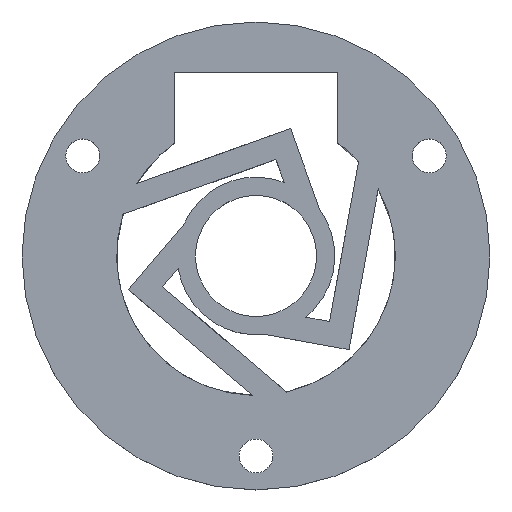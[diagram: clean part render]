
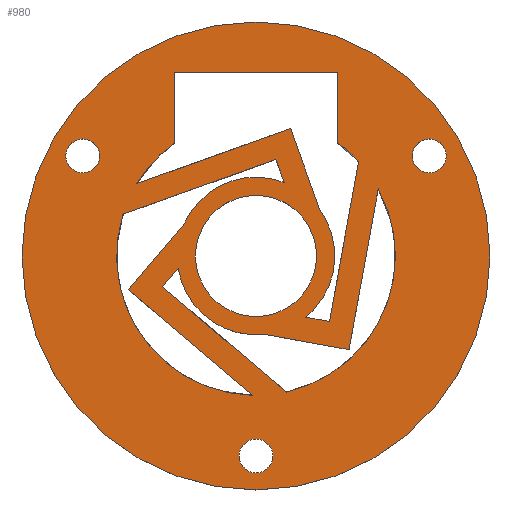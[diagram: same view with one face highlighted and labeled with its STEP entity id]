
A CAD part, top view. The second image highlights one B-rep face of the part: STEP entity #980.
In plain terms, the highlighted planar face has unit normal (0, 0, 1).
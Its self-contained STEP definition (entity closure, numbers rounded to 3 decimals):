
#25=FACE_BOUND('',#133,.T.);
#26=FACE_BOUND('',#134,.T.);
#27=FACE_BOUND('',#135,.T.);
#28=FACE_BOUND('',#136,.T.);
#29=FACE_BOUND('',#137,.T.);
#30=FACE_BOUND('',#138,.T.);
#31=FACE_BOUND('',#139,.T.);
#42=CIRCLE('',#1055,19.3);
#43=CIRCLE('',#1056,11.5);
#44=CIRCLE('',#1057,11.5);
#45=CIRCLE('',#1058,6.5);
#46=CIRCLE('',#1059,6.5);
#47=CIRCLE('',#1060,11.5);
#48=CIRCLE('',#1061,5.);
#49=CIRCLE('',#1062,1.4);
#50=CIRCLE('',#1063,1.4);
#51=CIRCLE('',#1064,1.4);
#52=CIRCLE('',#1065,6.5);
#53=CIRCLE('',#1066,11.5);
#83=FACE_OUTER_BOUND('',#132,.T.);
#132=EDGE_LOOP('',(#763));
#133=EDGE_LOOP('',(#764,#765,#766,#767,#768,#769,#770,#771,#772,#773));
#134=EDGE_LOOP('',(#774,#775,#776,#777,#778,#779));
#135=EDGE_LOOP('',(#780));
#136=EDGE_LOOP('',(#781));
#137=EDGE_LOOP('',(#782));
#138=EDGE_LOOP('',(#783));
#139=EDGE_LOOP('',(#784,#785,#786,#787,#788,#789));
#205=LINE('',#1440,#322);
#211=LINE('',#1451,#328);
#226=LINE('',#1492,#343);
#228=LINE('',#1496,#345);
#230=LINE('',#1500,#347);
#233=LINE('',#1506,#350);
#235=LINE('',#1510,#352);
#237=LINE('',#1514,#354);
#239=LINE('',#1522,#356);
#240=LINE('',#1524,#357);
#241=LINE('',#1526,#358);
#242=LINE('',#1530,#359);
#243=LINE('',#1532,#360);
#244=LINE('',#1537,#361);
#245=LINE('',#1539,#362);
#322=VECTOR('',#1158,10.);
#328=VECTOR('',#1166,10.);
#343=VECTOR('',#1205,10.);
#345=VECTOR('',#1209,10.);
#347=VECTOR('',#1213,10.);
#350=VECTOR('',#1218,10.);
#352=VECTOR('',#1222,10.);
#354=VECTOR('',#1226,10.);
#356=VECTOR('',#1234,10.);
#357=VECTOR('',#1235,10.);
#358=VECTOR('',#1236,10.);
#359=VECTOR('',#1239,10.);
#360=VECTOR('',#1240,10.);
#361=VECTOR('',#1245,10.);
#362=VECTOR('',#1246,10.);
#431=VERTEX_POINT('',#1437);
#432=VERTEX_POINT('',#1439);
#435=VERTEX_POINT('',#1448);
#436=VERTEX_POINT('',#1450);
#449=VERTEX_POINT('',#1489);
#450=VERTEX_POINT('',#1491);
#451=VERTEX_POINT('',#1495);
#452=VERTEX_POINT('',#1499);
#453=VERTEX_POINT('',#1503);
#454=VERTEX_POINT('',#1505);
#455=VERTEX_POINT('',#1509);
#456=VERTEX_POINT('',#1513);
#457=VERTEX_POINT('',#1517);
#458=VERTEX_POINT('',#1519);
#459=VERTEX_POINT('',#1521);
#460=VERTEX_POINT('',#1523);
#461=VERTEX_POINT('',#1525);
#462=VERTEX_POINT('',#1527);
#463=VERTEX_POINT('',#1529);
#464=VERTEX_POINT('',#1531);
#465=VERTEX_POINT('',#1534);
#466=VERTEX_POINT('',#1536);
#467=VERTEX_POINT('',#1538);
#468=VERTEX_POINT('',#1541);
#469=VERTEX_POINT('',#1543);
#470=VERTEX_POINT('',#1545);
#471=VERTEX_POINT('',#1547);
#532=EDGE_CURVE('',#432,#431,#205,.T.);
#538=EDGE_CURVE('',#436,#435,#211,.T.);
#559=EDGE_CURVE('',#450,#449,#226,.T.);
#561=EDGE_CURVE('',#449,#451,#228,.T.);
#563=EDGE_CURVE('',#452,#432,#230,.T.);
#566=EDGE_CURVE('',#454,#453,#233,.T.);
#568=EDGE_CURVE('',#453,#455,#235,.T.);
#570=EDGE_CURVE('',#456,#436,#237,.T.);
#572=EDGE_CURVE('',#457,#457,#42,.T.);
#573=EDGE_CURVE('',#431,#458,#43,.T.);
#574=EDGE_CURVE('',#458,#459,#239,.T.);
#575=EDGE_CURVE('',#459,#460,#240,.T.);
#576=EDGE_CURVE('',#460,#461,#241,.T.);
#577=EDGE_CURVE('',#461,#462,#44,.T.);
#578=EDGE_CURVE('',#462,#463,#242,.T.);
#579=EDGE_CURVE('',#463,#464,#243,.T.);
#580=EDGE_CURVE('',#464,#452,#45,.T.);
#581=EDGE_CURVE('',#455,#465,#46,.T.);
#582=EDGE_CURVE('',#465,#466,#244,.T.);
#583=EDGE_CURVE('',#466,#467,#245,.T.);
#584=EDGE_CURVE('',#467,#454,#47,.T.);
#585=EDGE_CURVE('',#468,#468,#48,.T.);
#586=EDGE_CURVE('',#469,#469,#49,.T.);
#587=EDGE_CURVE('',#470,#470,#50,.T.);
#588=EDGE_CURVE('',#471,#471,#51,.T.);
#589=EDGE_CURVE('',#451,#456,#52,.T.);
#590=EDGE_CURVE('',#435,#450,#53,.T.);
#763=ORIENTED_EDGE('',*,*,#572,.T.);
#764=ORIENTED_EDGE('',*,*,#573,.T.);
#765=ORIENTED_EDGE('',*,*,#574,.T.);
#766=ORIENTED_EDGE('',*,*,#575,.T.);
#767=ORIENTED_EDGE('',*,*,#576,.T.);
#768=ORIENTED_EDGE('',*,*,#577,.T.);
#769=ORIENTED_EDGE('',*,*,#578,.T.);
#770=ORIENTED_EDGE('',*,*,#579,.T.);
#771=ORIENTED_EDGE('',*,*,#580,.T.);
#772=ORIENTED_EDGE('',*,*,#563,.T.);
#773=ORIENTED_EDGE('',*,*,#532,.T.);
#774=ORIENTED_EDGE('',*,*,#581,.T.);
#775=ORIENTED_EDGE('',*,*,#582,.T.);
#776=ORIENTED_EDGE('',*,*,#583,.T.);
#777=ORIENTED_EDGE('',*,*,#584,.T.);
#778=ORIENTED_EDGE('',*,*,#566,.T.);
#779=ORIENTED_EDGE('',*,*,#568,.T.);
#780=ORIENTED_EDGE('',*,*,#585,.T.);
#781=ORIENTED_EDGE('',*,*,#586,.T.);
#782=ORIENTED_EDGE('',*,*,#587,.T.);
#783=ORIENTED_EDGE('',*,*,#588,.T.);
#784=ORIENTED_EDGE('',*,*,#559,.T.);
#785=ORIENTED_EDGE('',*,*,#561,.T.);
#786=ORIENTED_EDGE('',*,*,#589,.T.);
#787=ORIENTED_EDGE('',*,*,#570,.T.);
#788=ORIENTED_EDGE('',*,*,#538,.T.);
#789=ORIENTED_EDGE('',*,*,#590,.T.);
#941=PLANE('',#1054);
#980=ADVANCED_FACE('',(#83,#25,#26,#27,#28,#29,#30,#31),#941,.T.);
#1054=AXIS2_PLACEMENT_3D('',#1516,#1228,#1229);
#1055=AXIS2_PLACEMENT_3D('',#1518,#1230,#1231);
#1056=AXIS2_PLACEMENT_3D('',#1520,#1232,#1233);
#1057=AXIS2_PLACEMENT_3D('',#1528,#1237,#1238);
#1058=AXIS2_PLACEMENT_3D('',#1533,#1241,#1242);
#1059=AXIS2_PLACEMENT_3D('',#1535,#1243,#1244);
#1060=AXIS2_PLACEMENT_3D('',#1540,#1247,#1248);
#1061=AXIS2_PLACEMENT_3D('',#1542,#1249,#1250);
#1062=AXIS2_PLACEMENT_3D('',#1544,#1251,#1252);
#1063=AXIS2_PLACEMENT_3D('',#1546,#1253,#1254);
#1064=AXIS2_PLACEMENT_3D('',#1548,#1255,#1256);
#1065=AXIS2_PLACEMENT_3D('',#1549,#1257,#1258);
#1066=AXIS2_PLACEMENT_3D('',#1550,#1259,#1260);
#1158=DIRECTION('',(-0.941,-0.337,0.));
#1166=DIRECTION('',(0.763,-0.647,0.));
#1205=DIRECTION('',(0.941,0.337,0.));
#1209=DIRECTION('',(0.337,-0.941,0.));
#1213=DIRECTION('',(-0.337,0.941,0.));
#1218=DIRECTION('',(-0.763,0.647,0.));
#1222=DIRECTION('',(0.647,0.763,0.));
#1226=DIRECTION('',(-0.647,-0.763,0.));
#1228=DIRECTION('center_axis',(0.,0.,1.));
#1229=DIRECTION('ref_axis',(1.,0.,0.));
#1230=DIRECTION('center_axis',(0.,0.,1.));
#1231=DIRECTION('ref_axis',(1.,0.,0.));
#1232=DIRECTION('center_axis',(0.,0.,-1.));
#1233=DIRECTION('ref_axis',(-1.,0.,0.));
#1234=DIRECTION('',(0.,1.,0.));
#1235=DIRECTION('',(1.,0.,0.));
#1236=DIRECTION('',(0.,-1.,0.));
#1237=DIRECTION('center_axis',(0.,0.,-1.));
#1238=DIRECTION('ref_axis',(-1.,0.,0.));
#1239=DIRECTION('',(-0.179,-0.984,0.));
#1240=DIRECTION('',(-0.984,0.179,0.));
#1241=DIRECTION('center_axis',(0.,0.,1.));
#1242=DIRECTION('ref_axis',(1.,0.,0.));
#1243=DIRECTION('center_axis',(0.,0.,1.));
#1244=DIRECTION('ref_axis',(1.,0.,0.));
#1245=DIRECTION('',(0.984,-0.179,0.));
#1246=DIRECTION('',(0.179,0.984,0.));
#1247=DIRECTION('center_axis',(0.,0.,-1.));
#1248=DIRECTION('ref_axis',(-1.,0.,0.));
#1249=DIRECTION('center_axis',(0.,0.,-1.));
#1250=DIRECTION('ref_axis',(-1.,0.,0.));
#1251=DIRECTION('center_axis',(0.,0.,-1.));
#1252=DIRECTION('ref_axis',(-1.,0.,0.));
#1253=DIRECTION('center_axis',(0.,0.,-1.));
#1254=DIRECTION('ref_axis',(-1.,0.,0.));
#1255=DIRECTION('center_axis',(0.,0.,-1.));
#1256=DIRECTION('ref_axis',(-1.,0.,0.));
#1257=DIRECTION('center_axis',(0.,0.,1.));
#1258=DIRECTION('ref_axis',(1.,0.,0.));
#1259=DIRECTION('center_axis',(0.,0.,-1.));
#1260=DIRECTION('ref_axis',(-1.,0.,0.));
#1437=CARTESIAN_POINT('',(-23.13,5.969,2.));
#1439=CARTESIAN_POINT('',(-10.443,10.512,2.));
#1440=CARTESIAN_POINT('',(-10.443,10.512,2.));
#1448=CARTESIAN_POINT('',(-13.555,-11.497,2.));
#1450=CARTESIAN_POINT('',(-23.832,-2.781,2.));
#1451=CARTESIAN_POINT('',(-23.832,-2.781,2.));
#1489=CARTESIAN_POINT('',(-11.651,7.955,2.));
#1491=CARTESIAN_POINT('',(-24.275,3.435,2.));
#1492=CARTESIAN_POINT('',(-24.275,3.435,2.));
#1495=CARTESIAN_POINT('',(-10.977,6.071,2.));
#1496=CARTESIAN_POINT('',(-12.325,9.838,2.));
#1499=CARTESIAN_POINT('',(-8.052,3.835,2.));
#1500=CARTESIAN_POINT('',(-8.052,3.835,2.));
#1503=CARTESIAN_POINT('',(-21.013,-2.549,2.));
#1505=CARTESIAN_POINT('',(-10.787,-11.222,2.));
#1506=CARTESIAN_POINT('',(-10.787,-11.222,2.));
#1509=CARTESIAN_POINT('',(-19.719,-1.023,2.));
#1510=CARTESIAN_POINT('',(-22.307,-4.075,2.));
#1513=CARTESIAN_POINT('',(-19.245,2.627,2.));
#1514=CARTESIAN_POINT('',(-19.245,2.627,2.));
#1516=CARTESIAN_POINT('Origin',(-13.3,0.,
2.));
#1517=CARTESIAN_POINT('',(-32.6,0.,2.));
#1518=CARTESIAN_POINT('Origin',(-13.3,0.,
2.));
#1519=CARTESIAN_POINT('',(-20.05,9.311,2.));
#1520=CARTESIAN_POINT('Origin',(-13.3,0.,2.));
#1521=CARTESIAN_POINT('',(-20.05,15.1,2.));
#1522=CARTESIAN_POINT('',(-20.05,11.691,2.));
#1523=CARTESIAN_POINT('',(-6.55,15.1,2.));
#1524=CARTESIAN_POINT('',(-20.05,15.1,2.));
#1525=CARTESIAN_POINT('',(-6.55,9.311,2.));
#1526=CARTESIAN_POINT('',(-6.55,11.691,2.));
#1527=CARTESIAN_POINT('',(-4.838,7.787,2.));
#1528=CARTESIAN_POINT('Origin',(-13.3,0.,2.));
#1529=CARTESIAN_POINT('',(-7.235,-5.405,2.));
#1530=CARTESIAN_POINT('',(-4.838,7.787,2.));
#1531=CARTESIAN_POINT('',(-9.204,-5.047,2.));
#1532=CARTESIAN_POINT('',(-5.268,-5.763,2.));
#1533=CARTESIAN_POINT('Origin',(-13.3,0.,
2.));
#1534=CARTESIAN_POINT('',(-12.603,-6.463,2.));
#1535=CARTESIAN_POINT('Origin',(-13.3,0.,
2.));
#1536=CARTESIAN_POINT('',(-5.625,-7.731,2.));
#1537=CARTESIAN_POINT('',(-12.603,-6.463,2.));
#1538=CARTESIAN_POINT('',(-3.216,5.528,2.));
#1539=CARTESIAN_POINT('',(-5.625,-7.731,2.));
#1540=CARTESIAN_POINT('Origin',(-13.3,0.,2.));
#1541=CARTESIAN_POINT('',(-8.3,0.,2.));
#1542=CARTESIAN_POINT('Origin',(-13.3,0.,
2.));
#1543=CARTESIAN_POINT('',(-26.189,8.25,2.));
#1544=CARTESIAN_POINT('Origin',(-27.589,8.25,2.));
#1545=CARTESIAN_POINT('',(-11.9,-16.5,2.));
#1546=CARTESIAN_POINT('Origin',(-13.3,-16.5,2.));
#1547=CARTESIAN_POINT('',(2.389,8.25,2.));
#1548=CARTESIAN_POINT('Origin',(0.989,8.25,2.));
#1549=CARTESIAN_POINT('Origin',(-13.3,0.,
2.));
#1550=CARTESIAN_POINT('Origin',(-13.3,0.,2.));
